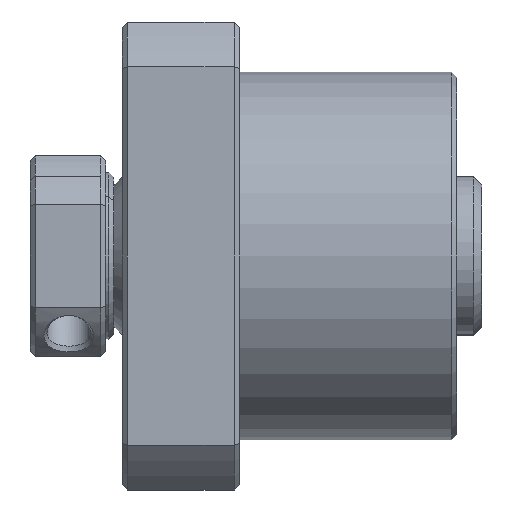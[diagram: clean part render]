
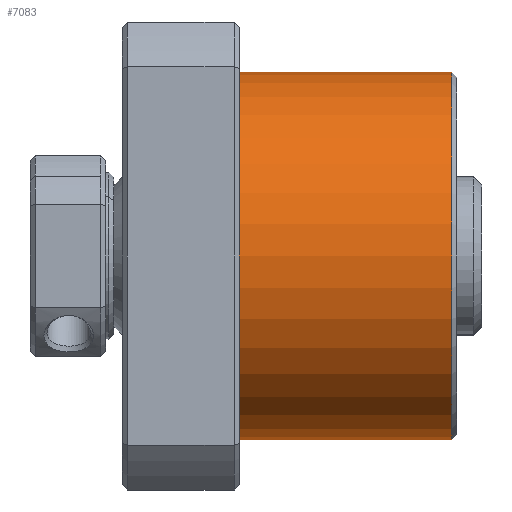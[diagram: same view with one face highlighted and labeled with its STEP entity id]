
A CAD part, front view. The second image highlights one B-rep face of the part: STEP entity #7083.
In plain terms, the highlighted cylindrical face has radius 11 mm (diameter 22 mm), a partial arc.
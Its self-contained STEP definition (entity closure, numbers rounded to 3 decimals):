
#197 = VERTEX_POINT ( 'NONE', #8086 ) ;
#204 = VERTEX_POINT ( 'NONE', #8093 ) ;
#353 = AXIS2_PLACEMENT_3D ( 'NONE', #1185, #1186, #1187 ) ;
#355 = AXIS2_PLACEMENT_3D ( 'NONE', #1191, #1192, #1193 ) ;
#438 = AXIS2_PLACEMENT_3D ( 'NONE', #3199, #3188, #3191 ) ;
#1185 = CARTESIAN_POINT ( 'NONE',  ( 19.7, 0., 0. ) ) ;
#1186 = DIRECTION ( 'NONE',  ( -1., 0., 0. ) ) ;
#1187 = DIRECTION ( 'NONE',  ( 0., 0., 1. ) ) ;
#1191 = CARTESIAN_POINT ( 'NONE',  ( 7., 0., 0. ) ) ;
#1192 = DIRECTION ( 'NONE',  ( 1., 0., 0. ) ) ;
#1193 = DIRECTION ( 'NONE',  ( 0., 0., 1. ) ) ;
#2172 = CYLINDRICAL_SURFACE ( 'NONE', #438, 11. ) ;
#2177 = FACE_OUTER_BOUND ( 'NONE', #9940, .T. ) ;
#3188 = DIRECTION ( 'NONE',  ( -1., 0., 0. ) ) ;
#3191 = DIRECTION ( 'NONE',  ( 0., 0., 1. ) ) ;
#3199 = CARTESIAN_POINT ( 'NONE',  ( -94.469, 0., 0. ) ) ;
#5271 = CARTESIAN_POINT ( 'NONE',  ( 7., 0., 11. ) ) ;
#5494 = CARTESIAN_POINT ( 'NONE',  ( 19.7, 0., 11. ) ) ;
#5841 = EDGE_CURVE ( 'NONE', #204, #197, #7991, .T. ) ;
#5846 = EDGE_CURVE ( 'NONE', #10330, #10222, #8009, .T. ) ;
#6508 = EDGE_CURVE ( 'NONE', #204, #10330, #9691, .T. ) ;
#6510 = EDGE_CURVE ( 'NONE', #10222, #197, #9693, .T. ) ;
#7000 = ORIENTED_EDGE ( 'NONE', *, *, #5841, .F. ) ;
#7001 = ORIENTED_EDGE ( 'NONE', *, *, #6508, .T. ) ;
#7002 = ORIENTED_EDGE ( 'NONE', *, *, #5846, .T. ) ;
#7003 = ORIENTED_EDGE ( 'NONE', *, *, #6510, .T. ) ;
#7083 = ADVANCED_FACE ( 'NONE', ( #2177 ), #2172, .T. ) ;
#7991 = LINE ( 'NONE', #8208, #8001 ) ;
#8001 = VECTOR ( 'NONE', #8209, 1000. ) ;
#8005 = VECTOR ( 'NONE', #8224, 1000. ) ;
#8009 = LINE ( 'NONE', #8211, #8005 ) ;
#8086 = CARTESIAN_POINT ( 'NONE',  ( 7., 0., -11. ) ) ;
#8093 = CARTESIAN_POINT ( 'NONE',  ( 19.7, 0., -11. ) ) ;
#8208 = CARTESIAN_POINT ( 'NONE',  ( -94.469, 0., -11. ) ) ;
#8209 = DIRECTION ( 'NONE',  ( -1., 0., 0. ) ) ;
#8211 = CARTESIAN_POINT ( 'NONE',  ( -94.469, 0., 11. ) ) ;
#8224 = DIRECTION ( 'NONE',  ( -1., 0., 0. ) ) ;
#9691 = CIRCLE ( 'NONE', #353, 11. ) ;
#9693 = CIRCLE ( 'NONE', #355, 11. ) ;
#9940 = EDGE_LOOP ( 'NONE', ( #7000, #7001, #7002, #7003 ) ) ;
#10222 = VERTEX_POINT ( 'NONE', #5271 ) ;
#10330 = VERTEX_POINT ( 'NONE', #5494 ) ;
